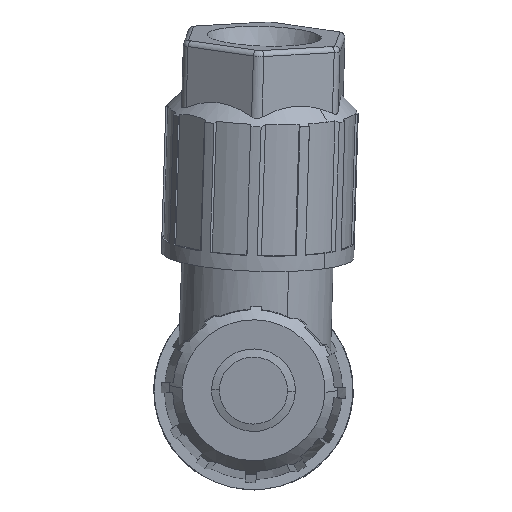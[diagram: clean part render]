
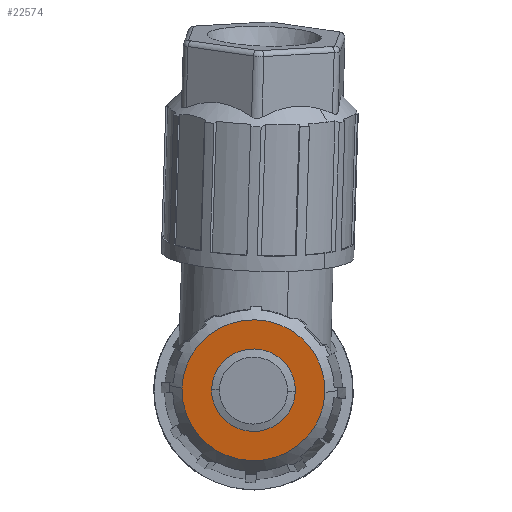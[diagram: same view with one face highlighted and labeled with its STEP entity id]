
A CAD part, top view. The second image highlights one B-rep face of the part: STEP entity #22574.
In plain terms, the highlighted planar face has unit normal (-0.005, -0.174, 0.985).
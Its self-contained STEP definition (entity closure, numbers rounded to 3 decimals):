
#6677=CARTESIAN_POINT('',(9.499,9.467,45.555));
#6678=DIRECTION('',(-0.005,-0.174,0.985));
#6679=DIRECTION('',(1.,-0.031,0.));
#6680=AXIS2_PLACEMENT_3D('',#6677,#6678,#6679);
#6682=CARTESIAN_POINT('',(9.499,9.467,45.555));
#6683=DIRECTION('',(-0.005,-0.174,0.985));
#6684=DIRECTION('',(-1.,0.031,0.));
#6685=AXIS2_PLACEMENT_3D('',#6682,#6683,#6684);
#6687=CARTESIAN_POINT('',(9.499,9.467,45.555));
#6688=DIRECTION('',(0.005,0.174,-0.985));
#6689=DIRECTION('',(1.,-0.031,0.));
#6690=AXIS2_PLACEMENT_3D('',#6687,#6688,#6689);
#6692=CARTESIAN_POINT('',(9.499,9.467,45.555));
#6693=DIRECTION('',(0.005,0.174,-0.985));
#6694=DIRECTION('',(-1.,0.031,0.));
#6695=AXIS2_PLACEMENT_3D('',#6692,#6693,#6694);
#11446=CARTESIAN_POINT('',(2.669,9.676,45.555));
#11448=VERTEX_POINT('',#11446);
#11449=CARTESIAN_POINT('',(16.329,9.258,45.555));
#11450=VERTEX_POINT('',#11449);
#11512=CARTESIAN_POINT('',(5.501,9.589,45.555));
#11513=CARTESIAN_POINT('',(13.497,9.345,45.555));
#11514=VERTEX_POINT('',#11512);
#11515=VERTEX_POINT('',#11513);
#22558=CARTESIAN_POINT('',(13.802,3.035,44.444));
#22559=DIRECTION('',(-0.005,-0.174,0.985));
#22560=DIRECTION('',(1.,-0.031,0.));
#22561=AXIS2_PLACEMENT_3D('',#22558,#22559,#22560);
#22562=PLANE('',#22561);
#22563=ORIENTED_EDGE('',*,*,#22501,.F.);
#22565=ORIENTED_EDGE('',*,*,#22564,.F.);
#22566=EDGE_LOOP('',(#22563,#22565));
#22567=FACE_OUTER_BOUND('',#22566,.F.);
#22569=ORIENTED_EDGE('',*,*,#22568,.F.);
#22571=ORIENTED_EDGE('',*,*,#22570,.F.);
#22572=EDGE_LOOP('',(#22569,#22571));
#22573=FACE_BOUND('',#22572,.F.);
#22574=ADVANCED_FACE('',(#22567,#22573),#22562,.T.);
#6681=CIRCLE('',#6680,6.833);
#6686=CIRCLE('',#6685,6.833);
#6691=CIRCLE('',#6690,4.);
#6696=CIRCLE('',#6695,4.);
#22501=EDGE_CURVE('',#11450,#11448,#6681,.T.);
#22564=EDGE_CURVE('',#11448,#11450,#6686,.T.);
#22568=EDGE_CURVE('',#11515,#11514,#6691,.T.);
#22570=EDGE_CURVE('',#11514,#11515,#6696,.T.);
